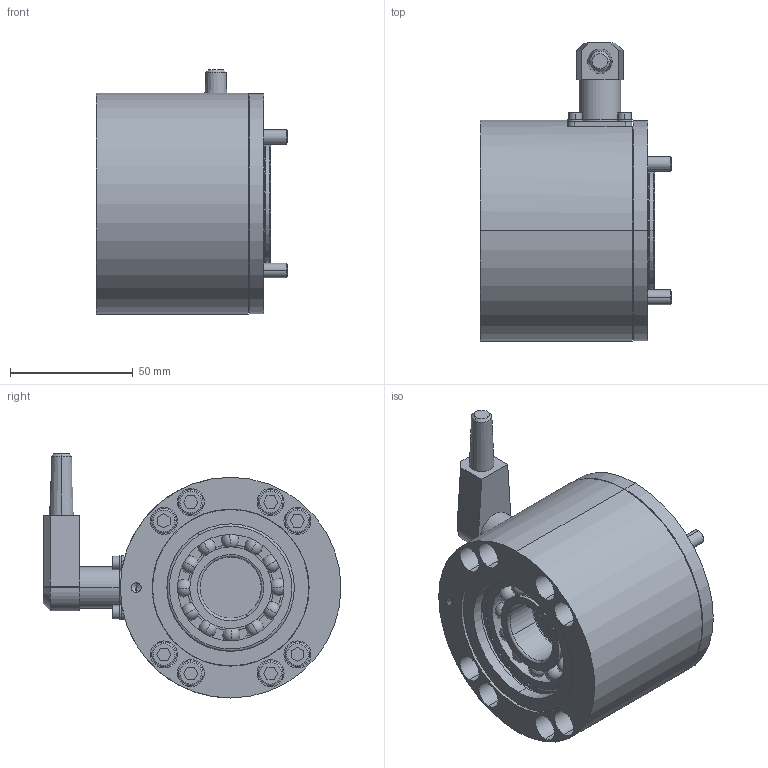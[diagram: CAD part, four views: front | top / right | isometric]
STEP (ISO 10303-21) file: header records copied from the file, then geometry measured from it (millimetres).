
FILE_DESCRIPTION (( 'STEP AP203' ), '1' );
FILE_NAME ('31104624_-.step', '2022-03-07T14:45:30', ( '' ), ( '' ), 'SwSTEP 2.0', 'SolidWorks 2018', '' );
FILE_SCHEMA (( 'CONFIG_CONTROL_DESIGN' ));
Length unit declared in the file: millimetre
Products named in the file (13): 31104502_01; Zyl-Schr DIN912_M6x30; 31104488_01; 31100948_01; 31104624_-; 31104484_Stp_01; Federringe_DIN127A_M03; Si-Ring DIN472_D52x2; Zyl-Schr DIN912_M6x40; Flanschstecker_M14x1_Mini_5pol; PKL_1205_01; Zyl-Schr DIN912_M3x6; 31104486_stp_nach_Vergueten
Assembly tree (24 placements, depth 3):
  31104624_-
    31104484_Stp_01
      31104486_stp_nach_Vergueten
      31104488_01
      31104502_01
      Federringe_DIN127A_M03  x4
      Zyl-Schr DIN912_M3x6  x4
      Zyl-Schr DIN912_M6x30  x4
      Si-Ring DIN472_D52x2
      Flanschstecker_M14x1_Mini_5pol
      PKL_1205_01
    Zyl-Schr DIN912_M6x40  x4
    31100948_01
Bounding box: 78 x 121.5 x 99.5 mm (x, y, z)
Volume: 310090.1 mm3; surface area: 125511.3 mm2
Topology: 48 solids, 48 shells, 648 faces, 1498 edges, 957 vertices
Faces by surface type: cylinder 267, plane 214, cone 67, torus 50, sphere 50
Entity records: 14911 total; most frequent: DIRECTION 2583, CARTESIAN_POINT 2296, ORIENTED_EDGE 2008, AXIS2_PLACEMENT_3D 1095, EDGE_CURVE 1004, VERTEX_POINT 665, CIRCLE 599, EDGE_LOOP 579
